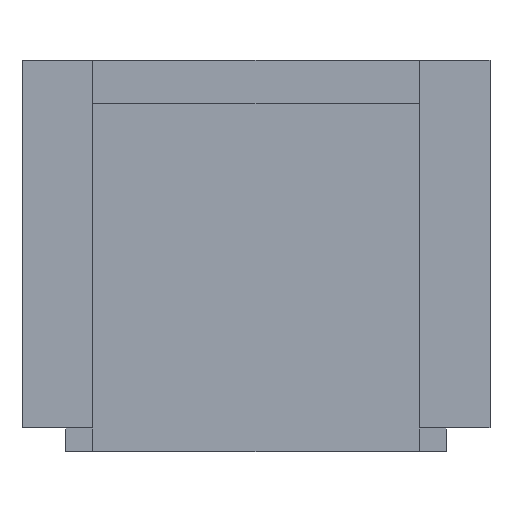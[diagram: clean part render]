
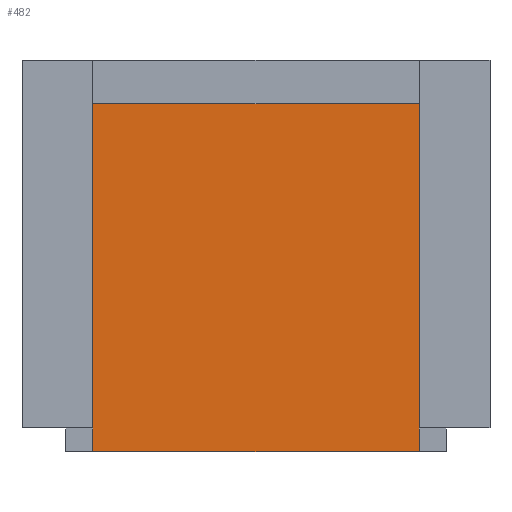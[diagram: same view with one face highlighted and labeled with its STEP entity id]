
A CAD part, front view. The second image highlights one B-rep face of the part: STEP entity #482.
In plain terms, the highlighted planar face has unit normal (0, -1, 0).
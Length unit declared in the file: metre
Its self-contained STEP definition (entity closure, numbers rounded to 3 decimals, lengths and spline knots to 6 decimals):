
#45=ORIENTED_EDGE('',*,*,#176,.F.);
#46=ORIENTED_EDGE('',*,*,#173,.T.);
#47=ORIENTED_EDGE('',*,*,#177,.T.);
#48=ORIENTED_EDGE('',*,*,#159,.T.);
#49=ORIENTED_EDGE('',*,*,#178,.F.);
#50=ORIENTED_EDGE('',*,*,#179,.F.);
#159=EDGE_CURVE('',#226,#227,#271,.T.);
#173=EDGE_CURVE('',#238,#237,#285,.T.);
#176=EDGE_CURVE('',#238,#240,#288,.T.);
#177=EDGE_CURVE('',#237,#226,#289,.T.);
#178=EDGE_CURVE('',#241,#227,#290,.T.);
#179=EDGE_CURVE('',#240,#241,#291,.T.);
#226=VERTEX_POINT('',#688);
#227=VERTEX_POINT('',#689);
#237=VERTEX_POINT('',#716);
#238=VERTEX_POINT('',#718);
#240=VERTEX_POINT('',#724);
#241=VERTEX_POINT('',#727);
#271=LINE('',#687,#339);
#285=LINE('',#717,#353);
#288=LINE('',#723,#356);
#289=LINE('',#725,#357);
#290=LINE('',#726,#358);
#291=LINE('',#728,#359);
#339=VECTOR('',#560,1.);
#353=VECTOR('',#582,1.);
#356=VECTOR('',#587,1.);
#357=VECTOR('',#588,1.);
#358=VECTOR('',#589,1.);
#359=VECTOR('',#590,1.);
#404=EDGE_LOOP('',(#45,#46,#47,#48,#49,#50));
#430=FACE_BOUND('',#404,.T.);
#456=PLANE('',#521);
#482=ADVANCED_FACE('',(#430),#456,.F.);
#521=AXIS2_PLACEMENT_3D('',#722,#585,#586);
#560=DIRECTION('',(1.,0.,0.));
#582=DIRECTION('',(0.,0.,-1.));
#585=DIRECTION('',(0.,1.,0.));
#586=DIRECTION('',(0.,0.,1.));
#587=DIRECTION('',(1.,0.,0.));
#588=DIRECTION('',(0.,0.,-1.));
#589=DIRECTION('',(0.,0.,-1.));
#590=DIRECTION('',(0.,0.,-1.));
#687=CARTESIAN_POINT('',(0.,0.0195,0.001));
#688=CARTESIAN_POINT('',(-0.00875,0.0195,0.001));
#689=CARTESIAN_POINT('',(0.00875,0.0195,0.001));
#716=CARTESIAN_POINT('',(-0.00875,0.0195,0.0021));
#717=CARTESIAN_POINT('',(-0.00875,0.0195,0.019002));
#718=CARTESIAN_POINT('',(-0.00875,0.0195,0.017));
#722=CARTESIAN_POINT('',(0.,0.0195,0.019002));
#723=CARTESIAN_POINT('',(0.,0.0195,0.017));
#724=CARTESIAN_POINT('',(0.00875,0.0195,0.017));
#725=CARTESIAN_POINT('',(-0.00875,0.0195,0.019002));
#726=CARTESIAN_POINT('',(0.00875,0.0195,0.019002));
#727=CARTESIAN_POINT('',(0.00875,0.0195,0.0021));
#728=CARTESIAN_POINT('',(0.00875,0.0195,0.019002));
